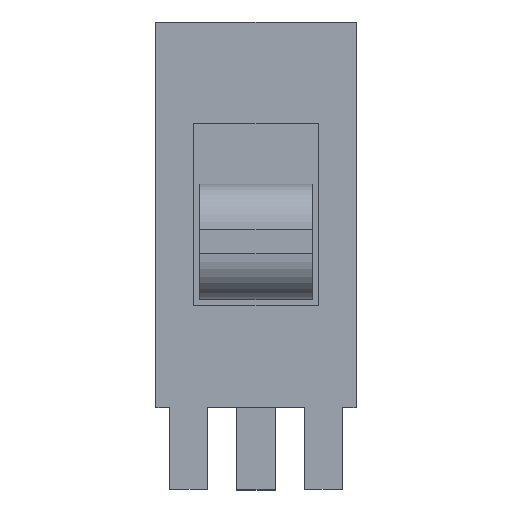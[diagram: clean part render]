
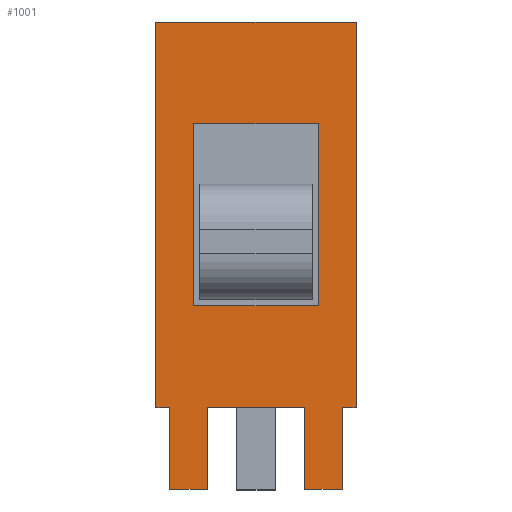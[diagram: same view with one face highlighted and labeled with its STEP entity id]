
A CAD part, top view. The second image highlights one B-rep face of the part: STEP entity #1001.
In plain terms, the highlighted planar face has unit normal (0, 0, 1).
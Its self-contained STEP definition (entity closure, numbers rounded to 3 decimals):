
#16=FACE_BOUND('',#171,.T.);
#63=PLANE('',#1084);
#116=FACE_OUTER_BOUND('',#170,.T.);
#170=EDGE_LOOP('',(#910,#911,#912,#913,#914,#915,#916,#917,#918,#919,#920,
#921));
#171=EDGE_LOOP('',(#922,#923,#924,#925));
#190=LINE('',#1389,#312);
#194=LINE('',#1397,#316);
#197=LINE('',#1403,#319);
#200=LINE('',#1408,#322);
#262=LINE('',#1561,#384);
#266=LINE('',#1569,#388);
#269=LINE('',#1575,#391);
#273=LINE('',#1583,#395);
#277=LINE('',#1591,#399);
#281=LINE('',#1598,#403);
#282=LINE('',#1601,#404);
#285=LINE('',#1607,#407);
#288=LINE('',#1612,#410);
#290=LINE('',#1617,#412);
#293=LINE('',#1623,#415);
#296=LINE('',#1628,#418);
#312=VECTOR('',#1126,10.);
#316=VECTOR('',#1132,10.);
#319=VECTOR('',#1137,10.);
#322=VECTOR('',#1142,10.);
#384=VECTOR('',#1286,10.);
#388=VECTOR('',#1292,10.);
#391=VECTOR('',#1297,10.);
#395=VECTOR('',#1305,10.);
#399=VECTOR('',#1309,10.);
#403=VECTOR('',#1313,10.);
#404=VECTOR('',#1316,10.);
#407=VECTOR('',#1321,10.);
#410=VECTOR('',#1326,10.);
#412=VECTOR('',#1332,10.);
#415=VECTOR('',#1337,10.);
#418=VECTOR('',#1342,10.);
#448=VERTEX_POINT('',#1387);
#449=VERTEX_POINT('',#1388);
#452=VERTEX_POINT('',#1396);
#454=VERTEX_POINT('',#1402);
#504=VERTEX_POINT('',#1559);
#505=VERTEX_POINT('',#1560);
#508=VERTEX_POINT('',#1568);
#510=VERTEX_POINT('',#1574);
#512=VERTEX_POINT('',#1582);
#515=VERTEX_POINT('',#1588);
#516=VERTEX_POINT('',#1590);
#519=VERTEX_POINT('',#1596);
#520=VERTEX_POINT('',#1600);
#522=VERTEX_POINT('',#1606);
#524=VERTEX_POINT('',#1616);
#526=VERTEX_POINT('',#1622);
#546=EDGE_CURVE('',#448,#449,#190,.T.);
#550=EDGE_CURVE('',#452,#448,#194,.T.);
#553=EDGE_CURVE('',#454,#452,#197,.T.);
#556=EDGE_CURVE('',#449,#454,#200,.T.);
#630=EDGE_CURVE('',#504,#505,#262,.T.);
#634=EDGE_CURVE('',#505,#508,#266,.T.);
#637=EDGE_CURVE('',#508,#510,#269,.T.);
#641=EDGE_CURVE('',#504,#512,#273,.T.);
#645=EDGE_CURVE('',#515,#516,#277,.T.);
#649=EDGE_CURVE('',#519,#510,#281,.T.);
#650=EDGE_CURVE('',#515,#520,#282,.T.);
#653=EDGE_CURVE('',#520,#522,#285,.T.);
#656=EDGE_CURVE('',#522,#512,#288,.T.);
#658=EDGE_CURVE('',#524,#519,#290,.T.);
#661=EDGE_CURVE('',#526,#524,#293,.T.);
#664=EDGE_CURVE('',#516,#526,#296,.T.);
#910=ORIENTED_EDGE('',*,*,#649,.F.);
#911=ORIENTED_EDGE('',*,*,#658,.F.);
#912=ORIENTED_EDGE('',*,*,#661,.F.);
#913=ORIENTED_EDGE('',*,*,#664,.F.);
#914=ORIENTED_EDGE('',*,*,#645,.F.);
#915=ORIENTED_EDGE('',*,*,#650,.T.);
#916=ORIENTED_EDGE('',*,*,#653,.T.);
#917=ORIENTED_EDGE('',*,*,#656,.T.);
#918=ORIENTED_EDGE('',*,*,#641,.F.);
#919=ORIENTED_EDGE('',*,*,#630,.T.);
#920=ORIENTED_EDGE('',*,*,#634,.T.);
#921=ORIENTED_EDGE('',*,*,#637,.T.);
#922=ORIENTED_EDGE('',*,*,#546,.T.);
#923=ORIENTED_EDGE('',*,*,#556,.T.);
#924=ORIENTED_EDGE('',*,*,#553,.T.);
#925=ORIENTED_EDGE('',*,*,#550,.T.);
#1001=ADVANCED_FACE('',(#116,#16),#63,.T.);
#1084=AXIS2_PLACEMENT_3D('',#1630,#1344,#1345);
#1126=DIRECTION('',(0.,-1.,0.));
#1132=DIRECTION('',(1.,0.,0.));
#1137=DIRECTION('',(0.,1.,0.));
#1142=DIRECTION('',(-1.,0.,0.));
#1286=DIRECTION('',(0.,-1.,0.));
#1292=DIRECTION('',(1.,0.,0.));
#1297=DIRECTION('',(0.,1.,0.));
#1305=DIRECTION('',(-1.,0.,0.));
#1309=DIRECTION('',(-1.,0.,0.));
#1313=DIRECTION('',(-1.,0.,0.));
#1316=DIRECTION('',(0.,-1.,0.));
#1321=DIRECTION('',(1.,0.,0.));
#1326=DIRECTION('',(0.,1.,0.));
#1332=DIRECTION('',(0.,-1.,0.));
#1337=DIRECTION('',(1.,0.,0.));
#1342=DIRECTION('',(0.,1.,0.));
#1344=DIRECTION('center_axis',(0.,0.,1.));
#1345=DIRECTION('ref_axis',(1.,0.,0.));
#1387=CARTESIAN_POINT('',(2.05,9.35,0.));
#1388=CARTESIAN_POINT('',(2.05,3.35,0.));
#1389=CARTESIAN_POINT('',(2.05,7.85,0.));
#1396=CARTESIAN_POINT('',(-2.05,9.35,0.));
#1397=CARTESIAN_POINT('',(-1.025,9.35,0.));
#1402=CARTESIAN_POINT('',(-2.05,3.35,0.));
#1403=CARTESIAN_POINT('',(-2.05,4.85,0.));
#1408=CARTESIAN_POINT('',(1.025,3.35,0.));
#1559=CARTESIAN_POINT('',(1.6,0.,0.));
#1560=CARTESIAN_POINT('',(1.6,-2.69,0.));
#1561=CARTESIAN_POINT('',(1.6,0.,0.));
#1568=CARTESIAN_POINT('',(2.85,-2.69,0.));
#1569=CARTESIAN_POINT('',(1.6,-2.69,0.));
#1574=CARTESIAN_POINT('',(2.85,0.,0.));
#1575=CARTESIAN_POINT('',(2.85,-2.69,0.));
#1582=CARTESIAN_POINT('',(-1.6,0.,0.));
#1583=CARTESIAN_POINT('',(3.3,0.,0.));
#1588=CARTESIAN_POINT('',(-2.85,0.,0.));
#1590=CARTESIAN_POINT('',(-3.3,0.,0.));
#1591=CARTESIAN_POINT('',(3.3,0.,0.));
#1596=CARTESIAN_POINT('',(3.3,0.,0.));
#1598=CARTESIAN_POINT('',(3.3,0.,0.));
#1600=CARTESIAN_POINT('',(-2.85,-2.69,0.));
#1601=CARTESIAN_POINT('',(-2.85,0.,0.));
#1606=CARTESIAN_POINT('',(-1.6,-2.69,0.));
#1607=CARTESIAN_POINT('',(-2.85,-2.69,0.));
#1612=CARTESIAN_POINT('',(-1.6,-2.69,0.));
#1616=CARTESIAN_POINT('',(3.3,12.7,0.));
#1617=CARTESIAN_POINT('',(3.3,12.7,0.));
#1622=CARTESIAN_POINT('',(-3.3,12.7,0.));
#1623=CARTESIAN_POINT('',(-3.3,12.7,0.));
#1628=CARTESIAN_POINT('',(-3.3,0.,0.));
#1630=CARTESIAN_POINT('Origin',(0.,6.35,0.));
